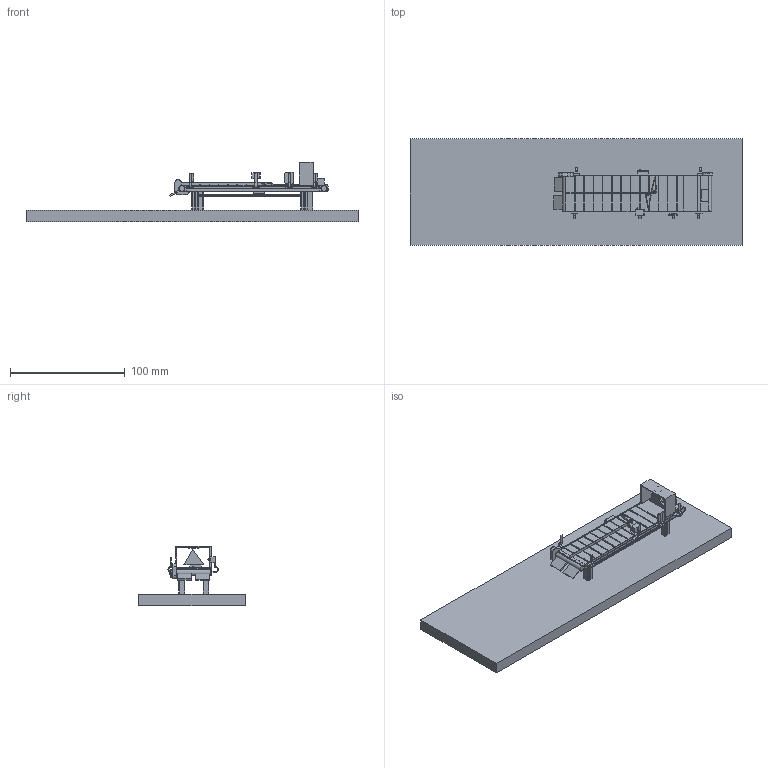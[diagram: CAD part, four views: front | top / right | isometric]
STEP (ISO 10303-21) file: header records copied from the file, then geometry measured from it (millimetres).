
FILE_DESCRIPTION(/* description */ (''),/* implementation_level */ '2;1');
FILE_NAME(/* name */ 'ConveyorModel.step',/* time_stamp */ '2026-01-04T23:42:41-05:00',/* author */ (''),/* organization */ (''),/* preprocessor_version */ 'ST-DEVELOPER v20.1',/* originating_system */ 'Autodesk Translation Framework v14.21.0.0',/* authorisation */ '');
FILE_SCHEMA (('AUTOMOTIVE_DESIGN { 1 0 10303 214 3 1 1 }'));
Length unit declared in the file: millimetre
Products named in the file (19): (Unsaved); ASWA1 v8; Component2; Component3; Component4; Component5; Component6; Component7; Component8; Component9; Component10; Raspberry Pi Zero2 W; Component12; Component13; Component14; Component20; SCREEN; Component21; Component24
Assembly tree (18 placements, depth 3):
  (Unsaved)
    ASWA1 v8
      Component2
      Component3
      Component4
      Component5
      Component6
      Component7
      Component8
      Component9
      Component10
      Raspberry Pi Zero2 W
      Component12
      Component13
      Component14
      Component20
      SCREEN
      Component21
      Component24
Bounding box: 288.86 x 93.01 x 51.4 mm (x, y, z)
Volume: 291201.6 mm3; surface area: 104935.7 mm2
Topology: 55 solids, 55 shells, 857 faces, 2086 edges, 1376 vertices
Faces by surface type: plane 565, cylinder 141, bspline 131, sphere 8, torus 7, cone 5
Full cylindrical faces by diameter (mm): 0.06 x1, 0.097 x1, 0.4 x8, 0.457 x4, 1 x1, 1.219 x2, 1.233 x2, 1.5 x1, 3.259 x1, 5 x4
Entity records: 26797 total; most frequent: CARTESIAN_POINT 6656, ORIENTED_EDGE 4162, DIRECTION 3620, EDGE_CURVE 2081, LINE 1528, VECTOR 1528, VERTEX_POINT 1376, AXIS2_PLACEMENT_3D 1046
